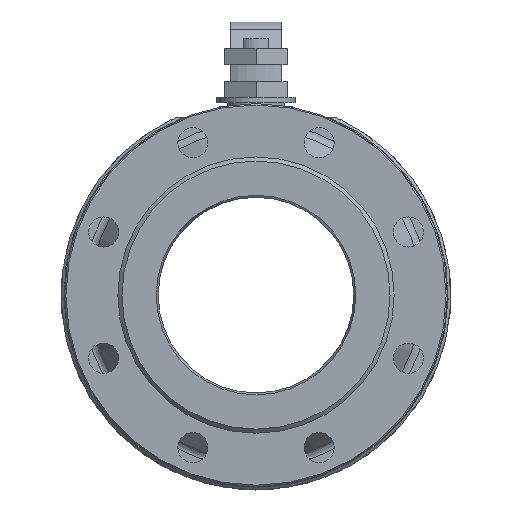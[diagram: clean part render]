
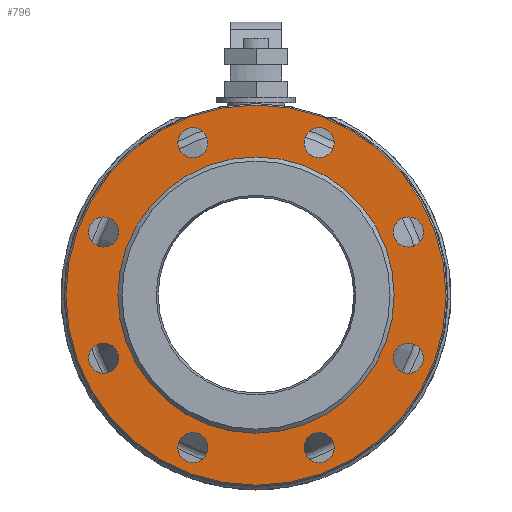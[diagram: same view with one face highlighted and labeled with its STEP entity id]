
A CAD part, left-side view. The second image highlights one B-rep face of the part: STEP entity #796.
In plain terms, the highlighted planar face has unit normal (-1, 0, 0).
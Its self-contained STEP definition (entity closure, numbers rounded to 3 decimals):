
#796 = ADVANCED_FACE( '', ( #1776, #1777, #1778, #1779, #1780, #1781, #1782, #1783, #1784, #1785 ), #1786, .F. );
#1776 = FACE_OUTER_BOUND( '', #2794, .T. );
#1777 = FACE_BOUND( '', #2795, .T. );
#1778 = FACE_BOUND( '', #2796, .T. );
#1779 = FACE_BOUND( '', #2797, .T. );
#1780 = FACE_BOUND( '', #2798, .T. );
#1781 = FACE_BOUND( '', #2799, .T. );
#1782 = FACE_BOUND( '', #2800, .T. );
#1783 = FACE_BOUND( '', #2801, .T. );
#1784 = FACE_BOUND( '', #2802, .T. );
#1785 = FACE_BOUND( '', #2803, .T. );
#1786 = PLANE( '', #2804 );
#2794 = EDGE_LOOP( '', ( #4706 ) );
#2795 = EDGE_LOOP( '', ( #4707 ) );
#2796 = EDGE_LOOP( '', ( #4708 ) );
#2797 = EDGE_LOOP( '', ( #4709 ) );
#2798 = EDGE_LOOP( '', ( #4710 ) );
#2799 = EDGE_LOOP( '', ( #4711 ) );
#2800 = EDGE_LOOP( '', ( #4712 ) );
#2801 = EDGE_LOOP( '', ( #4713 ) );
#2802 = EDGE_LOOP( '', ( #4714 ) );
#2803 = EDGE_LOOP( '', ( #4715 ) );
#2804 = AXIS2_PLACEMENT_3D( '', #4716, #4717, #4718 );
#4706 = ORIENTED_EDGE( '', *, *, #4905, .T. );
#4707 = ORIENTED_EDGE( '', *, *, #5428, .F. );
#4708 = ORIENTED_EDGE( '', *, *, #5002, .F. );
#4709 = ORIENTED_EDGE( '', *, *, #5580, .F. );
#4710 = ORIENTED_EDGE( '', *, *, #5097, .F. );
#4711 = ORIENTED_EDGE( '', *, *, #5502, .F. );
#4712 = ORIENTED_EDGE( '', *, *, #5308, .F. );
#4713 = ORIENTED_EDGE( '', *, *, #5560, .F. );
#4714 = ORIENTED_EDGE( '', *, *, #5259, .F. );
#4715 = ORIENTED_EDGE( '', *, *, #5144, .F. );
#4716 = CARTESIAN_POINT( '', ( 3., 0., -101. ) );
#4717 = DIRECTION( '', ( 1., 0., 0. ) );
#4718 = DIRECTION( '', ( 0., 0., -1. ) );
#4905 = EDGE_CURVE( '', #5660, #5660, #5661, .F. );
#5002 = EDGE_CURVE( '', #5826, #5826, #5827, .T. );
#5097 = EDGE_CURVE( '', #5980, #5980, #5981, .T. );
#5144 = EDGE_CURVE( '', #6058, #6058, #6059, .T. );
#5259 = EDGE_CURVE( '', #6232, #6232, #6233, .T. );
#5308 = EDGE_CURVE( '', #6306, #6306, #6307, .T. );
#5428 = EDGE_CURVE( '', #6476, #6476, #6477, .T. );
#5502 = EDGE_CURVE( '', #6566, #6566, #6567, .T. );
#5560 = EDGE_CURVE( '', #6633, #6633, #6634, .T. );
#5580 = EDGE_CURVE( '', #6654, #6654, #6655, .T. );
#5660 = VERTEX_POINT( '', #6920 );
#5661 = CIRCLE( '', #6921, 139. );
#5826 = VERTEX_POINT( '', #7170 );
#5827 = CIRCLE( '', #7171, 11. );
#5980 = VERTEX_POINT( '', #7505 );
#5981 = CIRCLE( '', #7506, 11. );
#6058 = VERTEX_POINT( '', #7639 );
#6059 = CIRCLE( '', #7640, 101. );
#6232 = VERTEX_POINT( '', #7997 );
#6233 = CIRCLE( '', #7998, 11. );
#6306 = VERTEX_POINT( '', #8137 );
#6307 = CIRCLE( '', #8138, 11. );
#6476 = VERTEX_POINT( '', #8439 );
#6477 = CIRCLE( '', #8440, 11. );
#6566 = VERTEX_POINT( '', #8629 );
#6567 = CIRCLE( '', #8630, 11. );
#6633 = VERTEX_POINT( '', #8760 );
#6634 = CIRCLE( '', #8761, 11. );
#6654 = VERTEX_POINT( '', #8799 );
#6655 = CIRCLE( '', #8800, 11. );
#6920 = CARTESIAN_POINT( '', ( 3., 0., -139. ) );
#6921 = AXIS2_PLACEMENT_3D( '', #8887, #8888, #8889 );
#7170 = CARTESIAN_POINT( '', ( 3., -122.466, -46.171 ) );
#7171 = AXIS2_PLACEMENT_3D( '', #9020, #9021, #9022 );
#7505 = CARTESIAN_POINT( '', ( 3., 35.171, -111.466 ) );
#7506 = AXIS2_PLACEMENT_3D( '', #9120, #9121, #9122 );
#7639 = CARTESIAN_POINT( '', ( 3., 0., 101. ) );
#7640 = AXIS2_PLACEMENT_3D( '', #9175, #9176, #9177 );
#7997 = CARTESIAN_POINT( '', ( 3., -57.171, 111.466 ) );
#7998 = AXIS2_PLACEMENT_3D( '', #9295, #9296, #9297 );
#8137 = CARTESIAN_POINT( '', ( 3., 100.466, 46.171 ) );
#8138 = AXIS2_PLACEMENT_3D( '', #9338, #9339, #9340 );
#8439 = CARTESIAN_POINT( '', ( 3., -122.466, 46.171 ) );
#8440 = AXIS2_PLACEMENT_3D( '', #9478, #9479, #9480 );
#8629 = CARTESIAN_POINT( '', ( 3., 100.466, -46.171 ) );
#8630 = AXIS2_PLACEMENT_3D( '', #9533, #9534, #9535 );
#8760 = CARTESIAN_POINT( '', ( 3., 35.171, 111.466 ) );
#8761 = AXIS2_PLACEMENT_3D( '', #9571, #9572, #9573 );
#8799 = CARTESIAN_POINT( '', ( 3., -57.171, -111.466 ) );
#8800 = AXIS2_PLACEMENT_3D( '', #9579, #9580, #9581 );
#8887 = CARTESIAN_POINT( '', ( 3., 0., 0. ) );
#8888 = DIRECTION( '', ( 1., 0., 0. ) );
#8889 = DIRECTION( '', ( 0., 0., -1. ) );
#9020 = CARTESIAN_POINT( '', ( 3., -111.466, -46.171 ) );
#9021 = DIRECTION( '', ( -1., 0., 0. ) );
#9022 = DIRECTION( '', ( 0., -1., 0. ) );
#9120 = CARTESIAN_POINT( '', ( 3., 46.171, -111.466 ) );
#9121 = DIRECTION( '', ( -1., 0., 0. ) );
#9122 = DIRECTION( '', ( 0., -1., 0. ) );
#9175 = CARTESIAN_POINT( '', ( 3., 0., 0. ) );
#9176 = DIRECTION( '', ( -1., 0., 0. ) );
#9177 = DIRECTION( '', ( 0., 0., 1. ) );
#9295 = CARTESIAN_POINT( '', ( 3., -46.171, 111.466 ) );
#9296 = DIRECTION( '', ( -1., 0., 0. ) );
#9297 = DIRECTION( '', ( 0., -1., 0. ) );
#9338 = CARTESIAN_POINT( '', ( 3., 111.466, 46.171 ) );
#9339 = DIRECTION( '', ( -1., 0., 0. ) );
#9340 = DIRECTION( '', ( 0., -1., 0. ) );
#9478 = CARTESIAN_POINT( '', ( 3., -111.466, 46.171 ) );
#9479 = DIRECTION( '', ( -1., 0., 0. ) );
#9480 = DIRECTION( '', ( 0., -1., 0. ) );
#9533 = CARTESIAN_POINT( '', ( 3., 111.466, -46.171 ) );
#9534 = DIRECTION( '', ( -1., 0., 0. ) );
#9535 = DIRECTION( '', ( 0., -1., 0. ) );
#9571 = CARTESIAN_POINT( '', ( 3., 46.171, 111.466 ) );
#9572 = DIRECTION( '', ( -1., 0., 0. ) );
#9573 = DIRECTION( '', ( 0., -1., 0. ) );
#9579 = CARTESIAN_POINT( '', ( 3., -46.171, -111.466 ) );
#9580 = DIRECTION( '', ( -1., 0., 0. ) );
#9581 = DIRECTION( '', ( 0., -1., 0. ) );
